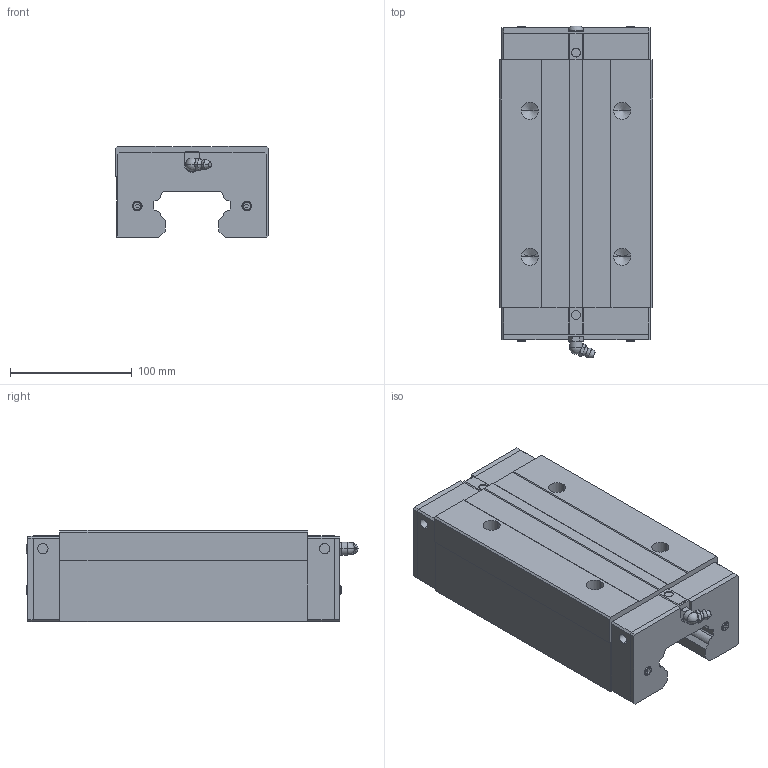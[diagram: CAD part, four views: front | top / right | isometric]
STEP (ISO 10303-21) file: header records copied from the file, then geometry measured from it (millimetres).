
FILE_DESCRIPTION(('STEP AP214'),'1');
FILE_NAME('cctmp_B210760D-8768-4DC7-88C1-9121170586B9_2024_08_05_21_30_27_0143..stp','2024-08-05T19:30:27',('HIWIN GmbH'),('CADClick - www.CADClick.com'),'Spatial InterOp 3D',' ','unknown authorization');
FILE_SCHEMA(('AUTOMOTIVE_DESIGN'));
Length unit declared in the file: millimetre
Products named in the file (1): HGH65HAZ0C_FILE
Bounding box: 126 x 272.92 x 75 mm (x, y, z)
Volume: 1832771.7 mm3; surface area: 146462.6 mm2
Topology: 1 solids, 4 shells, 277 faces, 700 edges, 446 vertices
Faces by surface type: plane 171, cylinder 60, torus 22, cone 22, sphere 2
Entity records: 10616 total; most frequent: CARTESIAN_POINT 1714, DIRECTION 1380, ORIENTED_EDGE 1380, EDGE_CURVE 690, LINE 468, VECTOR 468, AXIS2_PLACEMENT_3D 456, VERTEX_POINT 446
